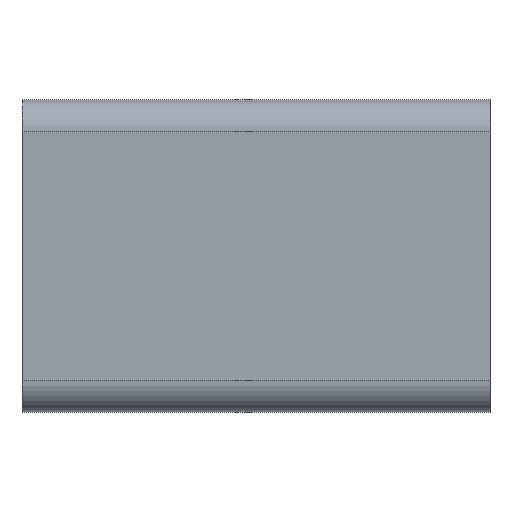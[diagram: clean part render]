
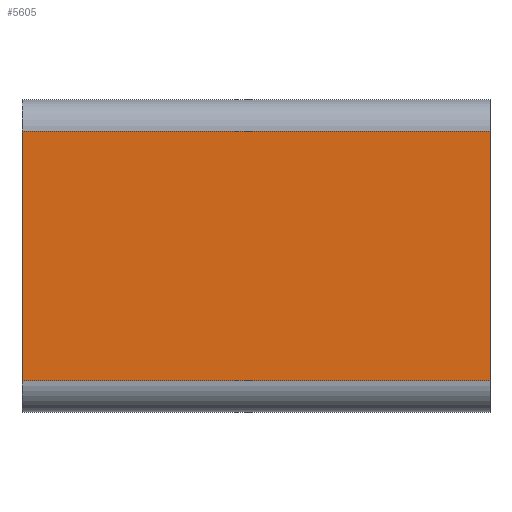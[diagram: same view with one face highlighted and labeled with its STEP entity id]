
A CAD part, top view. The second image highlights one B-rep face of the part: STEP entity #5605.
In plain terms, the highlighted planar face has unit normal (0, 0, 1).
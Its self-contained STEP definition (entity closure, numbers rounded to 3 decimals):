
#24 = VERTEX_POINT('',#25);
#25 = CARTESIAN_POINT('',(35.,24.,83.));
#33 = PLANE('',#34);
#34 = AXIS2_PLACEMENT_3D('',#35,#36,#37);
#35 = CARTESIAN_POINT('',(35.,38.049,83.));
#36 = DIRECTION('',(1.,0.,0.));
#37 = DIRECTION('',(0.,-1.,0.));
#45 = CYLINDRICAL_SURFACE('',#46,4.);
#46 = AXIS2_PLACEMENT_3D('',#47,#48,#49);
#47 = CARTESIAN_POINT('',(95.,24.,79.));
#48 = DIRECTION('',(-1.,0.,0.));
#49 = DIRECTION('',(0.,0.,1.));
#1040 = VERTEX_POINT('',#1041);
#1041 = CARTESIAN_POINT('',(35.,-8.,83.));
#1056 = CYLINDRICAL_SURFACE('',#1057,4.);
#1057 = AXIS2_PLACEMENT_3D('',#1058,#1059,#1060);
#1058 = CARTESIAN_POINT('',(95.,-8.,79.));
#1059 = DIRECTION('',(-1.,0.,0.));
#1060 = DIRECTION('',(0.,-1.,0.));
#1068 = EDGE_CURVE('',#24,#1040,#1069,.T.);
#1069 = SURFACE_CURVE('',#1070,(#1074,#1081),.PCURVE_S1.);
#1070 = LINE('',#1071,#1072);
#1071 = CARTESIAN_POINT('',(35.,31.025,83.));
#1072 = VECTOR('',#1073,1.);
#1073 = DIRECTION('',(0.,-1.,0.));
#1074 = PCURVE('',#33,#1075);
#1075 = DEFINITIONAL_REPRESENTATION('',(#1076),#1080);
#1076 = LINE('',#1077,#1078);
#1077 = CARTESIAN_POINT('',(7.025,0.));
#1078 = VECTOR('',#1079,1.);
#1079 = DIRECTION('',(1.,0.));
#1080 = ( GEOMETRIC_REPRESENTATION_CONTEXT(2) 
PARAMETRIC_REPRESENTATION_CONTEXT() REPRESENTATION_CONTEXT('2D SPACE',''
  ) );
#1081 = PCURVE('',#1082,#1087);
#1082 = PLANE('',#1083);
#1083 = AXIS2_PLACEMENT_3D('',#1084,#1085,#1086);
#1084 = CARTESIAN_POINT('',(95.,24.,83.));
#1085 = DIRECTION('',(0.,0.,1.));
#1086 = DIRECTION('',(1.,0.,0.));
#1087 = DEFINITIONAL_REPRESENTATION('',(#1088),#1092);
#1088 = LINE('',#1089,#1090);
#1089 = CARTESIAN_POINT('',(-60.,7.025));
#1090 = VECTOR('',#1091,1.);
#1091 = DIRECTION('',(0.,-1.));
#1092 = ( GEOMETRIC_REPRESENTATION_CONTEXT(2) 
PARAMETRIC_REPRESENTATION_CONTEXT() REPRESENTATION_CONTEXT('2D SPACE',''
  ) );
#3088 = PLANE('',#3089);
#3089 = AXIS2_PLACEMENT_3D('',#3090,#3091,#3092);
#3090 = CARTESIAN_POINT('',(95.,8.,75.));
#3091 = DIRECTION('',(-1.,0.,0.));
#3092 = DIRECTION('',(0.,0.,1.));
#5560 = EDGE_CURVE('',#5561,#24,#5563,.T.);
#5561 = VERTEX_POINT('',#5562);
#5562 = CARTESIAN_POINT('',(95.,24.,83.));
#5563 = SURFACE_CURVE('',#5564,(#5568,#5575),.PCURVE_S1.);
#5564 = LINE('',#5565,#5566);
#5565 = CARTESIAN_POINT('',(95.,24.,83.));
#5566 = VECTOR('',#5567,1.);
#5567 = DIRECTION('',(-1.,0.,0.));
#5568 = PCURVE('',#45,#5569);
#5569 = DEFINITIONAL_REPRESENTATION('',(#5570),#5574);
#5570 = LINE('',#5571,#5572);
#5571 = CARTESIAN_POINT('',(0.,0.));
#5572 = VECTOR('',#5573,1.);
#5573 = DIRECTION('',(0.,1.));
#5574 = ( GEOMETRIC_REPRESENTATION_CONTEXT(2) 
PARAMETRIC_REPRESENTATION_CONTEXT() REPRESENTATION_CONTEXT('2D SPACE',''
  ) );
#5575 = PCURVE('',#1082,#5576);
#5576 = DEFINITIONAL_REPRESENTATION('',(#5577),#5581);
#5577 = LINE('',#5578,#5579);
#5578 = CARTESIAN_POINT('',(0.,0.));
#5579 = VECTOR('',#5580,1.);
#5580 = DIRECTION('',(-1.,0.));
#5581 = ( GEOMETRIC_REPRESENTATION_CONTEXT(2) 
PARAMETRIC_REPRESENTATION_CONTEXT() REPRESENTATION_CONTEXT('2D SPACE',''
  ) );
#5605 = ADVANCED_FACE('',(#5606),#1082,.T.);
#5606 = FACE_BOUND('',#5607,.T.);
#5607 = EDGE_LOOP('',(#5608,#5609,#5632,#5653));
#5608 = ORIENTED_EDGE('',*,*,#1068,.T.);
#5609 = ORIENTED_EDGE('',*,*,#5610,.F.);
#5610 = EDGE_CURVE('',#5611,#1040,#5613,.T.);
#5611 = VERTEX_POINT('',#5612);
#5612 = CARTESIAN_POINT('',(95.,-8.,83.));
#5613 = SURFACE_CURVE('',#5614,(#5618,#5625),.PCURVE_S1.);
#5614 = LINE('',#5615,#5616);
#5615 = CARTESIAN_POINT('',(95.,-8.,83.));
#5616 = VECTOR('',#5617,1.);
#5617 = DIRECTION('',(-1.,0.,0.));
#5618 = PCURVE('',#1082,#5619);
#5619 = DEFINITIONAL_REPRESENTATION('',(#5620),#5624);
#5620 = LINE('',#5621,#5622);
#5621 = CARTESIAN_POINT('',(0.,-32.));
#5622 = VECTOR('',#5623,1.);
#5623 = DIRECTION('',(-1.,0.));
#5624 = ( GEOMETRIC_REPRESENTATION_CONTEXT(2) 
PARAMETRIC_REPRESENTATION_CONTEXT() REPRESENTATION_CONTEXT('2D SPACE',''
  ) );
#5625 = PCURVE('',#1056,#5626);
#5626 = DEFINITIONAL_REPRESENTATION('',(#5627),#5631);
#5627 = LINE('',#5628,#5629);
#5628 = CARTESIAN_POINT('',(1.571,0.));
#5629 = VECTOR('',#5630,1.);
#5630 = DIRECTION('',(0.,1.));
#5631 = ( GEOMETRIC_REPRESENTATION_CONTEXT(2) 
PARAMETRIC_REPRESENTATION_CONTEXT() REPRESENTATION_CONTEXT('2D SPACE',''
  ) );
#5632 = ORIENTED_EDGE('',*,*,#5633,.T.);
#5633 = EDGE_CURVE('',#5611,#5561,#5634,.T.);
#5634 = SURFACE_CURVE('',#5635,(#5639,#5646),.PCURVE_S1.);
#5635 = LINE('',#5636,#5637);
#5636 = CARTESIAN_POINT('',(95.,-8.,83.));
#5637 = VECTOR('',#5638,1.);
#5638 = DIRECTION('',(0.,1.,0.));
#5639 = PCURVE('',#1082,#5640);
#5640 = DEFINITIONAL_REPRESENTATION('',(#5641),#5645);
#5641 = LINE('',#5642,#5643);
#5642 = CARTESIAN_POINT('',(0.,-32.));
#5643 = VECTOR('',#5644,1.);
#5644 = DIRECTION('',(0.,1.));
#5645 = ( GEOMETRIC_REPRESENTATION_CONTEXT(2) 
PARAMETRIC_REPRESENTATION_CONTEXT() REPRESENTATION_CONTEXT('2D SPACE',''
  ) );
#5646 = PCURVE('',#3088,#5647);
#5647 = DEFINITIONAL_REPRESENTATION('',(#5648),#5652);
#5648 = LINE('',#5649,#5650);
#5649 = CARTESIAN_POINT('',(8.,-16.));
#5650 = VECTOR('',#5651,1.);
#5651 = DIRECTION('',(0.,1.));
#5652 = ( GEOMETRIC_REPRESENTATION_CONTEXT(2) 
PARAMETRIC_REPRESENTATION_CONTEXT() REPRESENTATION_CONTEXT('2D SPACE',''
  ) );
#5653 = ORIENTED_EDGE('',*,*,#5560,.T.);
